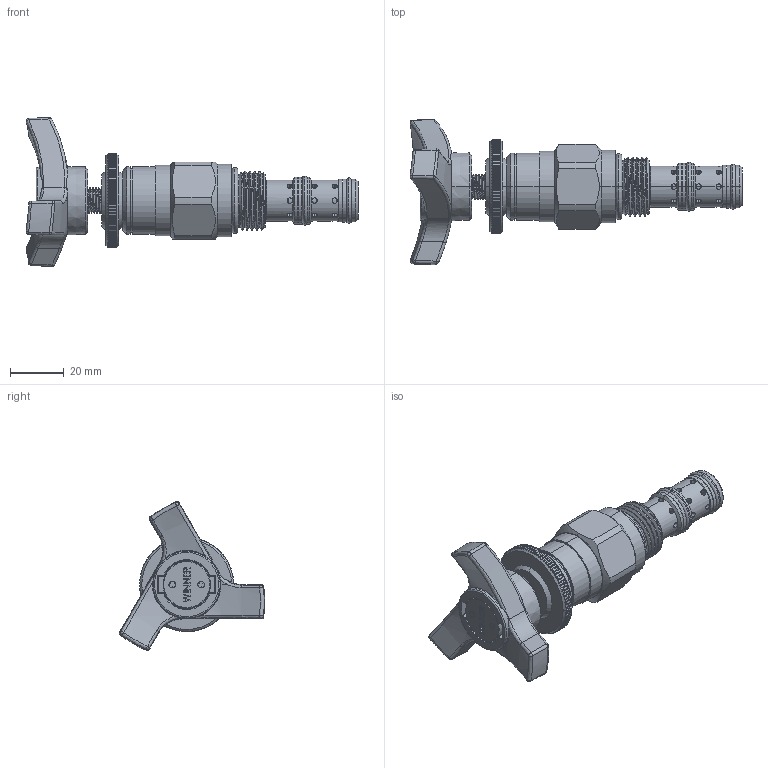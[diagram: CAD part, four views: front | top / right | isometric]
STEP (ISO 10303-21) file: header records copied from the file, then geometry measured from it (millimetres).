
FILE_DESCRIPTION (( 'STEP AP203' ), '1' );
FILE_NAME ('SQ10W30-T.STEP', '2020-03-27T03:00:20', ( '' ), ( '' ), 'SwSTEP 2.0', 'SolidWorks 2018', '' );
FILE_SCHEMA (( 'CONFIG_CONTROL_DESIGN' ));
Length unit declared in the file: millimetre
Products named in the file (1): SQ10W30-T
Bounding box: 123.44 x 54.02 x 55.33 mm (x, y, z)
Volume: 55450.2 mm3; surface area: 22275.2 mm2
Topology: 13 solids, 15 shells, 1471 faces, 4076 edges, 2590 vertices
Faces by surface type: cylinder 758, plane 359, bspline 156, cone 107, torus 47, sphere 44
Entity records: 136833 total; most frequent: CARTESIAN_POINT 102330, ORIENTED_EDGE 8106, DIRECTION 5677, EDGE_CURVE 4053, VERTEX_POINT 2584, AXIS2_PLACEMENT_3D 2186, EDGE_LOOP 1911, B_SPLINE_CURVE_WITH_KNOTS 1683
